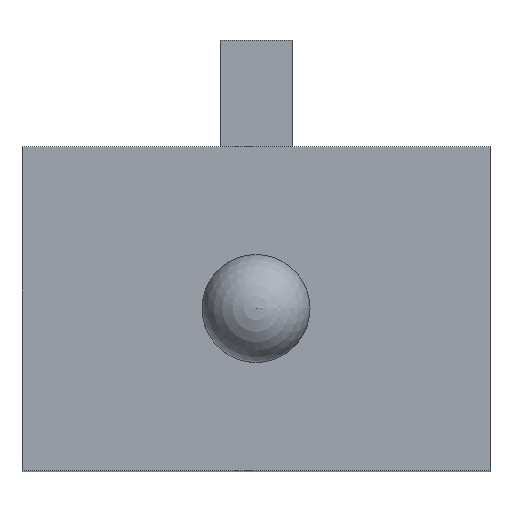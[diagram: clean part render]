
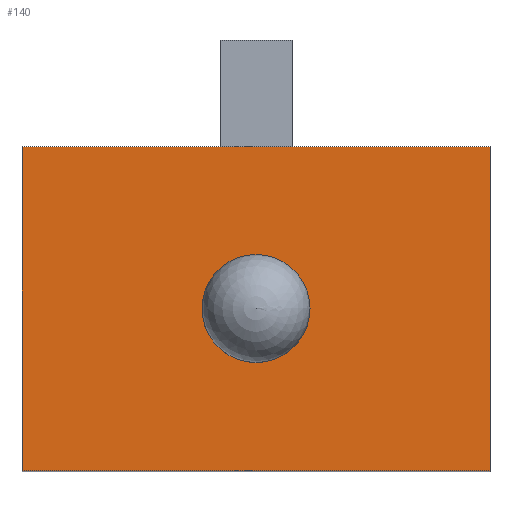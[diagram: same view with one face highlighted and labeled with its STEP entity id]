
A CAD part, top view. The second image highlights one B-rep face of the part: STEP entity #140.
In plain terms, the highlighted planar face has unit normal (0, 0, 1).
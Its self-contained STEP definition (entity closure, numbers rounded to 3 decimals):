
#130=CIRCLE('',#666,1.5);
#140=ADVANCED_FACE('',(#210,#211),#176,.T.);
#176=PLANE('',#667);
#210=FACE_BOUND('',#228,.T.);
#211=FACE_BOUND('',#229,.T.);
#228=EDGE_LOOP('',(#291));
#229=EDGE_LOOP('',(#292,#293,#294,#295));
#291=ORIENTED_EDGE('',*,*,#485,.F.);
#292=ORIENTED_EDGE('',*,*,#478,.F.);
#293=ORIENTED_EDGE('',*,*,#486,.F.);
#294=ORIENTED_EDGE('',*,*,#468,.F.);
#295=ORIENTED_EDGE('',*,*,#487,.F.);
#418=VERTEX_POINT('',#873);
#419=VERTEX_POINT('',#875);
#428=VERTEX_POINT('',#894);
#429=VERTEX_POINT('',#896);
#435=VERTEX_POINT('',#910);
#468=EDGE_CURVE('',#418,#419,#540,.T.);
#478=EDGE_CURVE('',#428,#429,#550,.T.);
#485=EDGE_CURVE('',#435,#435,#130,.T.);
#486=EDGE_CURVE('',#419,#428,#557,.T.);
#487=EDGE_CURVE('',#429,#418,#558,.T.);
#540=LINE('',#874,#604);
#550=LINE('',#895,#614);
#557=LINE('',#911,#621);
#558=LINE('',#912,#622);
#604=VECTOR('',#715,1.);
#614=VECTOR('',#727,1.);
#621=VECTOR('',#738,1.);
#622=VECTOR('',#739,1.);
#666=AXIS2_PLACEMENT_3D('',#909,#736,#737);
#667=AXIS2_PLACEMENT_3D('',#913,#740,#741);
#715=DIRECTION('',(1.,0.,0.));
#727=DIRECTION('',(-1.,0.,0.));
#736=DIRECTION('',(0.,0.,1.));
#737=DIRECTION('',(1.,0.,0.));
#738=DIRECTION('',(0.,-1.,0.));
#739=DIRECTION('',(0.,1.,0.));
#740=DIRECTION('',(0.,0.,1.));
#741=DIRECTION('',(1.,0.,0.));
#873=CARTESIAN_POINT('',(150.,69.,23.));
#874=CARTESIAN_POINT('',(156.5,69.,23.));
#875=CARTESIAN_POINT('',(163.,69.,23.));
#894=CARTESIAN_POINT('',(163.,60.,23.));
#895=CARTESIAN_POINT('',(156.5,60.,23.));
#896=CARTESIAN_POINT('',(150.,60.,23.));
#909=CARTESIAN_POINT('',(156.5,64.5,23.));
#910=CARTESIAN_POINT('',(158.,64.5,23.));
#911=CARTESIAN_POINT('',(163.,64.5,23.));
#912=CARTESIAN_POINT('',(150.,64.5,23.));
#913=CARTESIAN_POINT('',(156.5,64.5,23.));
